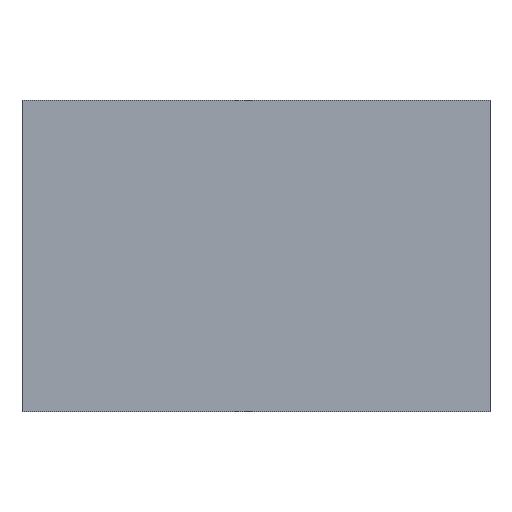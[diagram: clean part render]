
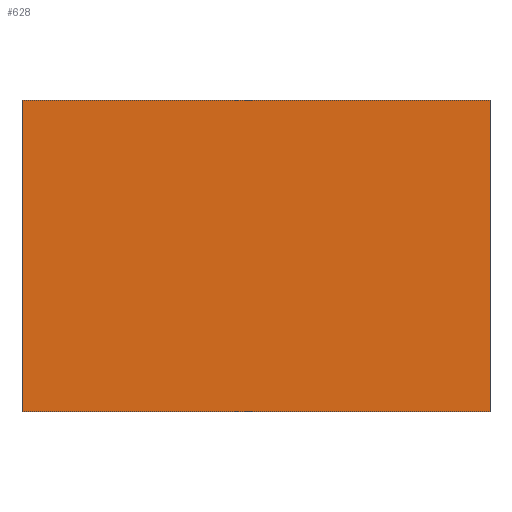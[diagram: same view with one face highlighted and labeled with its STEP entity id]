
A CAD part, top view. The second image highlights one B-rep face of the part: STEP entity #628.
In plain terms, the highlighted planar face has unit normal (0, 0, 1).
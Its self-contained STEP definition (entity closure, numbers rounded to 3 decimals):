
#51=PLANE('',#700);
#89=FACE_OUTER_BOUND('',#137,.T.);
#137=EDGE_LOOP('',(#556,#557,#558,#559));
#189=LINE('',#1033,#247);
#192=LINE('',#1038,#250);
#194=LINE('',#1042,#252);
#195=LINE('',#1044,#253);
#247=VECTOR('',#862,10.);
#250=VECTOR('',#867,10.);
#252=VECTOR('',#871,10.);
#253=VECTOR('',#874,10.);
#322=VERTEX_POINT('',#1030);
#323=VERTEX_POINT('',#1032);
#324=VERTEX_POINT('',#1036);
#325=VERTEX_POINT('',#1040);
#397=EDGE_CURVE('',#323,#322,#189,.T.);
#400=EDGE_CURVE('',#322,#324,#192,.T.);
#402=EDGE_CURVE('',#324,#325,#194,.T.);
#403=EDGE_CURVE('',#325,#323,#195,.T.);
#556=ORIENTED_EDGE('',*,*,#403,.T.);
#557=ORIENTED_EDGE('',*,*,#397,.T.);
#558=ORIENTED_EDGE('',*,*,#400,.T.);
#559=ORIENTED_EDGE('',*,*,#402,.T.);
#628=ADVANCED_FACE('',(#89),#51,.T.);
#700=AXIS2_PLACEMENT_3D('',#1045,#875,#876);
#862=DIRECTION('',(0.,-1.,0.));
#867=DIRECTION('',(1.,0.,0.));
#871=DIRECTION('',(0.,1.,0.));
#874=DIRECTION('',(-1.,0.,0.));
#875=DIRECTION('center_axis',(0.,0.,1.));
#876=DIRECTION('ref_axis',(1.,0.,0.));
#1030=CARTESIAN_POINT('',(-7.51,-5.,6.1));
#1032=CARTESIAN_POINT('',(-7.51,5.,6.1));
#1033=CARTESIAN_POINT('',(-7.51,-5.,6.1));
#1036=CARTESIAN_POINT('',(7.51,-5.,6.1));
#1038=CARTESIAN_POINT('',(7.51,-5.,6.1));
#1040=CARTESIAN_POINT('',(7.51,5.,6.1));
#1042=CARTESIAN_POINT('',(7.51,5.,6.1));
#1044=CARTESIAN_POINT('',(-7.51,5.,6.1));
#1045=CARTESIAN_POINT('Origin',(0.,0.,6.1));
